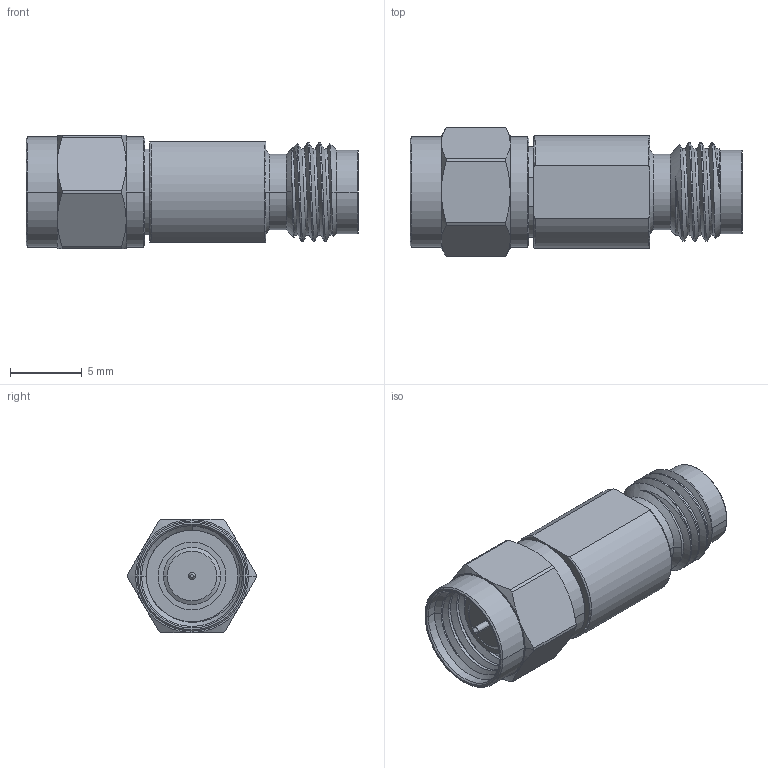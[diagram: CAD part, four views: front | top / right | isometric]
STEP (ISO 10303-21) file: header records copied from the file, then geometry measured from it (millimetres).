
FILE_DESCRIPTION (( 'STEP AP214' ), '1' );
FILE_NAME ('FMAD1615_3D.step', '2023-03-14T21:02:04', ( '' ), ( '' ), 'SwSTEP 2.0', 'SolidWorks 2022', '' );
FILE_SCHEMA (( 'AUTOMOTIVE_DESIGN' ));
Length unit declared in the file: millimetre
Products named in the file (4): FMAD1615_3D; ADS-185-3-185-8-10^FMAD1615; 2.4 mm JACK^FMAD1615; 1.85 mm PLUG^FMAD1615
Assembly tree (3 placements, depth 2):
  FMAD1615_3D
    1.85 mm PLUG^FMAD1615
    ADS-185-3-185-8-10^FMAD1615
    2.4 mm JACK^FMAD1615
Bounding box: 23.2 x 9 x 7.9 mm (x, y, z)
Volume: 804.5 mm3; surface area: 1356.1 mm2
Topology: 3 solids, 3 shells, 157 faces, 379 edges, 236 vertices
Faces by surface type: cylinder 61, cone 48, plane 32, torus 10, bspline 6
Entity records: 6736 total; most frequent: CARTESIAN_POINT 3023, DIRECTION 763, ORIENTED_EDGE 758, EDGE_CURVE 379, AXIS2_PLACEMENT_3D 318, VERTEX_POINT 236, EDGE_LOOP 169, CIRCLE 161
